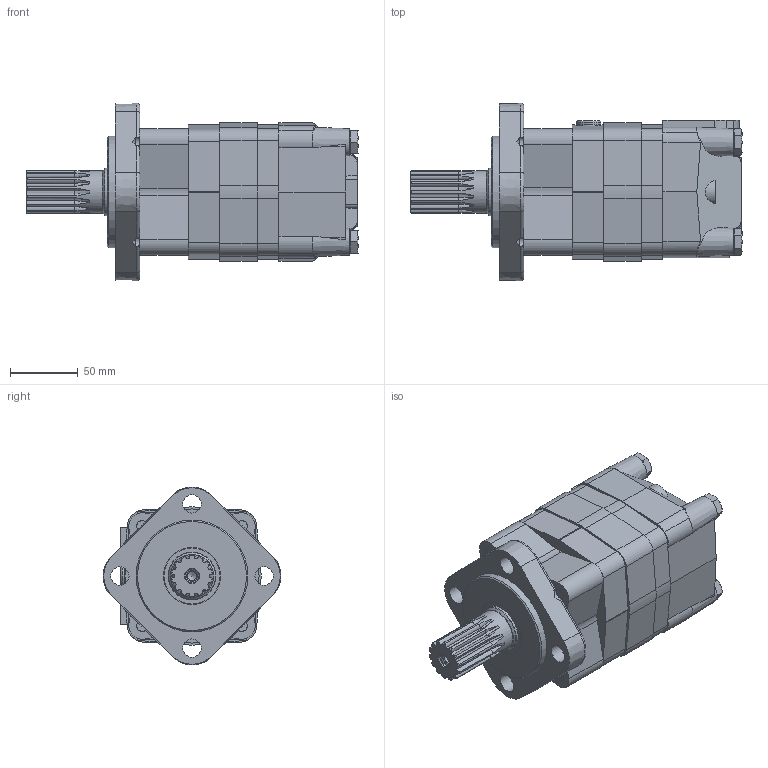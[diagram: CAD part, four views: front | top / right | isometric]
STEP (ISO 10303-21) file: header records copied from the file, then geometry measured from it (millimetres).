
FILE_DESCRIPTION(/* description */ ('STEP AP214'),/* implementation_level */ '2;1');
FILE_NAME(/* name */ 'MS160SHUP_4',/* time_stamp */ '2023-02-02T13:07:06+01:00',/* author */ ('License CC BY-ND 4.0'),/* organization */ ('CADENAS'),/* preprocessor_version */ 'ST-DEVELOPER v18.102',/* originating_system */ 'PARTsolutions',/* authorisation */ ' ');
FILE_SCHEMA (('AUTOMOTIVE_DESIGN {1 0 10303 214 3 1 1}'));
Length unit declared in the file: millimetre
Products named in the file (8): MS160SHUP/4; MSSH; Hexagon bolt DIN 931-1 M10x1540; MS-P; MS-VP; MS160-D; MS-SP; MS-MF
Assembly tree (10 placements, depth 2):
  MS160SHUP/4
    MSSH
    Hexagon bolt DIN 931-1 M10x1540  x4
    MS-P
    MS-VP
    MS160-D
    MS-SP
    MS-MF
Bounding box: 245.2 x 131.31 x 131.31 mm (x, y, z)
Volume: 1631575.2 mm3; surface area: 220176.8 mm2
Topology: 10 solids, 10 shells, 486 faces, 1260 edges, 813 vertices
Faces by surface type: cylinder 175, plane 171, cone 83, torus 57
Full cylindrical faces by diameter (mm): 2.2 x4, 6.647 x1, 8.376 x6, 10 x5, 10.1 x6, 10.2 x4, 10.5 x8, 10.8 x4, 13.5 x4, 16 x4, 16.9 x1, 18 x1, 18.631 x2, 21 x1, 22 x4, 31.75 x1, 35 x1, 35.2 x1, 42 x1, 82.5 x1
Entity records: 13373 total; most frequent: CARTESIAN_POINT 2857, DIRECTION 2178, ORIENTED_EDGE 2052, EDGE_CURVE 1026, AXIS2_PLACEMENT_3D 893, VERTEX_POINT 720, FACE_BOUND 580, EDGE_LOOP 571
